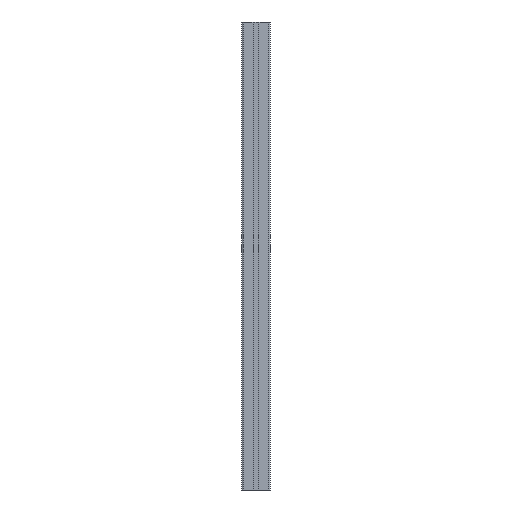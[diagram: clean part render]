
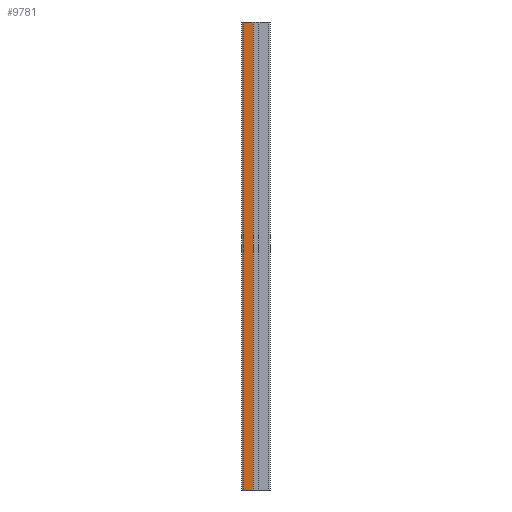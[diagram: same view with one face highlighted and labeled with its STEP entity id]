
A CAD part, left-side view. The second image highlights one B-rep face of the part: STEP entity #9781.
In plain terms, the highlighted planar face has unit normal (-1, 0, 0).
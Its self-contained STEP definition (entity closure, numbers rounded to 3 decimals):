
#47 = VERTEX_POINT ( 'NONE', #7970 ) ;
#359 = DIRECTION ( 'NONE',  ( 0., 0., -1. ) ) ;
#989 = VECTOR ( 'NONE', #3907, 1000. ) ;
#1004 = ORIENTED_EDGE ( 'NONE', *, *, #8065, .T. ) ;
#1182 = DIRECTION ( 'NONE',  ( 0., 0., -1. ) ) ;
#1477 = VERTEX_POINT ( 'NONE', #6529 ) ;
#1936 = VERTEX_POINT ( 'NONE', #5851 ) ;
#2007 = VECTOR ( 'NONE', #3810, 1000. ) ;
#2082 = CARTESIAN_POINT ( 'NONE',  ( -29.052, 20.853, 1000. ) ) ;
#2923 = ORIENTED_EDGE ( 'NONE', *, *, #7025, .T. ) ;
#3072 = CARTESIAN_POINT ( 'NONE',  ( -29.052, 0.153, 0. ) ) ;
#3184 = LINE ( 'NONE', #10258, #2007 ) ;
#3810 = DIRECTION ( 'NONE',  ( 0., -1., 0. ) ) ;
#3907 = DIRECTION ( 'NONE',  ( 0., -1., 0. ) ) ;
#4493 = LINE ( 'NONE', #5162, #4848 ) ;
#4848 = VECTOR ( 'NONE', #10095, 1000. ) ;
#5123 = LINE ( 'NONE', #2082, #7189 ) ;
#5148 = EDGE_LOOP ( 'NONE', ( #2923, #7049, #7576, #1004 ) ) ;
#5162 = CARTESIAN_POINT ( 'NONE',  ( -29.052, 0.153, 1000. ) ) ;
#5163 = FACE_OUTER_BOUND ( 'NONE', #5148, .T. ) ;
#5378 = CARTESIAN_POINT ( 'NONE',  ( -29.052, 0.153, 0. ) ) ;
#5851 = CARTESIAN_POINT ( 'NONE',  ( -29.052, 0.153, 1000. ) ) ;
#6107 = CARTESIAN_POINT ( 'NONE',  ( -29.052, 0.153, 1000. ) ) ;
#6278 = AXIS2_PLACEMENT_3D ( 'NONE', #6107, #8408, #1182 ) ;
#6529 = CARTESIAN_POINT ( 'NONE',  ( -29.052, 20.853, 1000. ) ) ;
#6915 = EDGE_CURVE ( 'NONE', #1936, #9925, #4493, .T. ) ;
#7025 = EDGE_CURVE ( 'NONE', #47, #9925, #9567, .T. ) ;
#7049 = ORIENTED_EDGE ( 'NONE', *, *, #6915, .F. ) ;
#7189 = VECTOR ( 'NONE', #359, 1000. ) ;
#7576 = ORIENTED_EDGE ( 'NONE', *, *, #8199, .F. ) ;
#7970 = CARTESIAN_POINT ( 'NONE',  ( -29.052, 20.853, 0. ) ) ;
#8065 = EDGE_CURVE ( 'NONE', #1477, #47, #5123, .T. ) ;
#8199 = EDGE_CURVE ( 'NONE', #1477, #1936, #3184, .T. ) ;
#8353 = PLANE ( 'NONE',  #6278 ) ;
#8408 = DIRECTION ( 'NONE',  ( 1., 0., 0. ) ) ;
#9567 = LINE ( 'NONE', #3072, #989 ) ;
#9781 = ADVANCED_FACE ( 'NONE', ( #5163 ), #8353, .F. ) ;
#9925 = VERTEX_POINT ( 'NONE', #5378 ) ;
#10095 = DIRECTION ( 'NONE',  ( 0., 0., -1. ) ) ;
#10258 = CARTESIAN_POINT ( 'NONE',  ( -29.052, 0.153, 1000. ) ) ;
